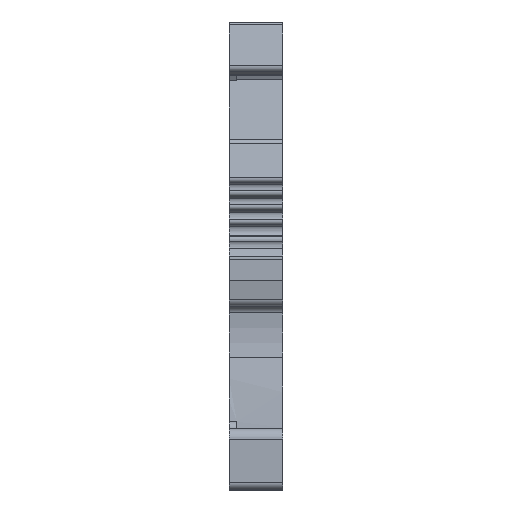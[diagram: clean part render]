
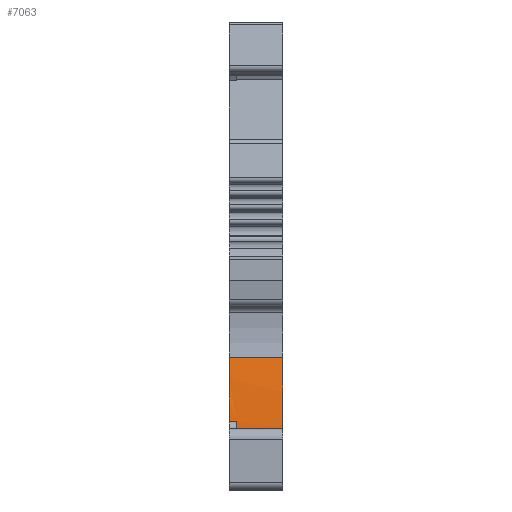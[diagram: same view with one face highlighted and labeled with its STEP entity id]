
A CAD part, left-side view. The second image highlights one B-rep face of the part: STEP entity #7063.
In plain terms, the highlighted cylindrical face has radius 32.1 mm (diameter 64.2 mm), a partial arc.
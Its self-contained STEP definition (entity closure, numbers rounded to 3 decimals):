
#104=CIRCLE('',#7337,32.1);
#229=CIRCLE('',#7463,32.1);
#240=CIRCLE('',#7475,32.1);
#276=CYLINDRICAL_SURFACE('',#7523,32.1);
#897=ORIENTED_EDGE('',*,*,#2001,.T.);
#898=ORIENTED_EDGE('',*,*,#2317,.T.);
#899=ORIENTED_EDGE('',*,*,#2265,.T.);
#900=ORIENTED_EDGE('',*,*,#2359,.T.);
#901=ORIENTED_EDGE('',*,*,#2245,.T.);
#902=ORIENTED_EDGE('',*,*,#2360,.F.);
#2001=EDGE_CURVE('',#2754,#2753,#104,.F.);
#2245=EDGE_CURVE('',#2998,#2997,#229,.F.);
#2265=EDGE_CURVE('',#3018,#3017,#240,.T.);
#2317=EDGE_CURVE('',#2753,#3018,#3434,.T.);
#2359=EDGE_CURVE('',#3017,#2998,#3462,.T.);
#2360=EDGE_CURVE('',#2754,#2997,#3463,.T.);
#2753=VERTEX_POINT('',#9487);
#2754=VERTEX_POINT('',#9489);
#2997=VERTEX_POINT('',#9976);
#2998=VERTEX_POINT('',#9978);
#3017=VERTEX_POINT('',#10017);
#3018=VERTEX_POINT('',#10019);
#3434=LINE('',#10122,#3983);
#3462=LINE('',#10236,#4011);
#3463=LINE('',#10238,#4012);
#3983=VECTOR('',#8438,1000.);
#4011=VECTOR('',#8518,1000.);
#4012=VECTOR('',#8521,1000.);
#4352=EDGE_LOOP('',(#897,#898,#899,#900,#901,#902));
#4643=FACE_BOUND('',#4352,.T.);
#7063=ADVANCED_FACE('',(#4643),#276,.T.);
#7337=AXIS2_PLACEMENT_3D('',#9488,#7947,#7948);
#7463=AXIS2_PLACEMENT_3D('',#9977,#8318,#8319);
#7475=AXIS2_PLACEMENT_3D('',#10018,#8351,#8352);
#7523=AXIS2_PLACEMENT_3D('',#10237,#8519,#8520);
#7947=DIRECTION('',(0.,1.,0.));
#7948=DIRECTION('',(0.,0.,1.));
#8318=DIRECTION('',(0.,-1.,0.));
#8319=DIRECTION('',(0.,0.,-1.));
#8351=DIRECTION('',(0.,-1.,0.));
#8352=DIRECTION('',(1.,0.,0.));
#8438=DIRECTION('',(0.,-1.,0.));
#8518=DIRECTION('',(0.,-1.,0.));
#8519=DIRECTION('',(0.,-1.,0.));
#8520=DIRECTION('',(0.,0.,-1.));
#8521=DIRECTION('',(0.,-1.,0.));
#9487=CARTESIAN_POINT('',(-20.746,2.07,-12.01));
#9488=CARTESIAN_POINT('',(11.147,2.07,-15.653));
#9489=CARTESIAN_POINT('',(-19.98,2.07,-7.811));
#9976=CARTESIAN_POINT('',(-19.98,-1.43,-7.811));
#9977=CARTESIAN_POINT('',(11.147,-1.43,-15.653));
#9978=CARTESIAN_POINT('',(-20.939,-1.43,-14.711));
#10017=CARTESIAN_POINT('',(-20.939,1.57,-14.711));
#10018=CARTESIAN_POINT('',(11.147,1.57,-15.653));
#10019=CARTESIAN_POINT('',(-20.746,1.57,-12.01));
#10122=CARTESIAN_POINT('',(-20.746,54.886,-12.01));
#10236=CARTESIAN_POINT('',(-20.939,54.886,-14.711));
#10237=CARTESIAN_POINT('',(11.147,54.886,-15.653));
#10238=CARTESIAN_POINT('',(-19.98,54.886,-7.811));
